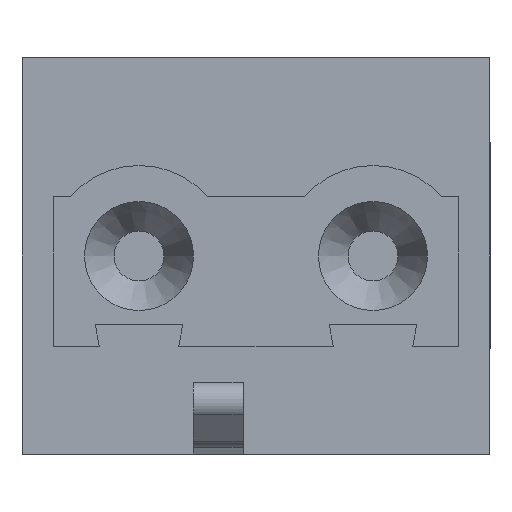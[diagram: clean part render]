
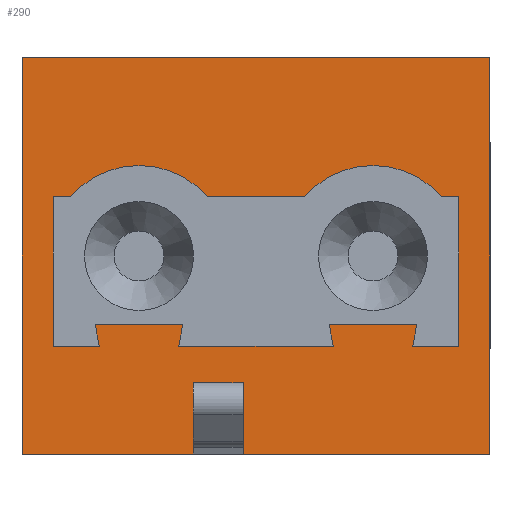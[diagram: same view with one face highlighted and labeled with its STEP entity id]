
A CAD part, front view. The second image highlights one B-rep face of the part: STEP entity #290.
In plain terms, the highlighted planar face has unit normal (0, -1, 0).
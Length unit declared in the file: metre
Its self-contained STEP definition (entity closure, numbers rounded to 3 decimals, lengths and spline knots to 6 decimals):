
#290=ADVANCED_FACE('',(#642,#643),#644,.T.);
#642=FACE_BOUND('',#1055,.T.);
#643=FACE_OUTER_BOUND('',#1056,.T.);
#644=PLANE('',#1057);
#1055=EDGE_LOOP('',(#1845,#1846,#1847,#1848,#1849,#1850,#1851,#1852,#1853,#1854,#1855,#1856,#1857,#1858,#1859,#1860));
#1056=EDGE_LOOP('',(#1861,#1862,#1863,#1864,#1865,#1866,#1867,#1868));
#1057=AXIS2_PLACEMENT_3D('',#1869,#1870,#1871);
#1845=ORIENTED_EDGE('',*,*,#2685,.F.);
#1846=ORIENTED_EDGE('',*,*,#2686,.F.);
#1847=ORIENTED_EDGE('',*,*,#2578,.F.);
#1848=ORIENTED_EDGE('',*,*,#2597,.T.);
#1849=ORIENTED_EDGE('',*,*,#2583,.F.);
#1850=ORIENTED_EDGE('',*,*,#2643,.F.);
#1851=ORIENTED_EDGE('',*,*,#2627,.F.);
#1852=ORIENTED_EDGE('',*,*,#2608,.T.);
#1853=ORIENTED_EDGE('',*,*,#2687,.T.);
#1854=ORIENTED_EDGE('',*,*,#2616,.F.);
#1855=ORIENTED_EDGE('',*,*,#2570,.F.);
#1856=ORIENTED_EDGE('',*,*,#2637,.F.);
#1857=ORIENTED_EDGE('',*,*,#2688,.F.);
#1858=ORIENTED_EDGE('',*,*,#2689,.F.);
#1859=ORIENTED_EDGE('',*,*,#2690,.F.);
#1860=ORIENTED_EDGE('',*,*,#2691,.T.);
#1861=ORIENTED_EDGE('',*,*,#2692,.F.);
#1862=ORIENTED_EDGE('',*,*,#2693,.T.);
#1863=ORIENTED_EDGE('',*,*,#2681,.T.);
#1864=ORIENTED_EDGE('',*,*,#2694,.F.);
#1865=ORIENTED_EDGE('',*,*,#2695,.F.);
#1866=ORIENTED_EDGE('',*,*,#2631,.F.);
#1867=ORIENTED_EDGE('',*,*,#2613,.T.);
#1868=ORIENTED_EDGE('',*,*,#2599,.T.);
#1869=CARTESIAN_POINT('',(0.06762,0.,0.));
#1870=DIRECTION('',(0.,-1.0,0.));
#1871=DIRECTION('',(0.,0.,1.0));
#2570=EDGE_CURVE('',#3102,#3104,#3105,.T.);
#2578=EDGE_CURVE('',#3117,#3118,#3119,.T.);
#2583=EDGE_CURVE('',#3126,#3127,#3128,.T.);
#2597=EDGE_CURVE('',#3117,#3127,#3150,.T.);
#2599=EDGE_CURVE('',#3152,#3153,#3154,.T.);
#2608=EDGE_CURVE('',#3167,#3168,#3169,.T.);
#2613=EDGE_CURVE('',#3176,#3152,#3177,.T.);
#2616=EDGE_CURVE('',#3104,#3180,#3181,.T.);
#2627=EDGE_CURVE('',#3167,#3196,#3197,.T.);
#2631=EDGE_CURVE('',#3176,#3202,#3203,.T.);
#2637=EDGE_CURVE('',#3210,#3102,#3211,.T.);
#2643=EDGE_CURVE('',#3196,#3126,#3218,.T.);
#2681=EDGE_CURVE('',#3278,#3279,#3280,.T.);
#2685=EDGE_CURVE('',#3284,#3285,#3286,.T.);
#2686=EDGE_CURVE('',#3118,#3284,#3287,.T.);
#2687=EDGE_CURVE('',#3168,#3180,#3288,.T.);
#2688=EDGE_CURVE('',#3289,#3210,#3290,.T.);
#2689=EDGE_CURVE('',#3291,#3289,#3292,.T.);
#2690=EDGE_CURVE('',#3293,#3291,#3294,.T.);
#2691=EDGE_CURVE('',#3293,#3285,#3295,.T.);
#2692=EDGE_CURVE('',#3296,#3153,#3297,.T.);
#2693=EDGE_CURVE('',#3296,#3278,#3298,.T.);
#2694=EDGE_CURVE('',#3299,#3279,#3300,.T.);
#2695=EDGE_CURVE('',#3202,#3299,#3301,.T.);
#3102=VERTEX_POINT('',#3890);
#3104=VERTEX_POINT('',#3893);
#3105=CIRCLE('',#3894,0.0029);
#3117=VERTEX_POINT('',#3911);
#3118=VERTEX_POINT('',#3912);
#3119=LINE('',#3913,#3914);
#3126=VERTEX_POINT('',#3924);
#3127=VERTEX_POINT('',#3925);
#3128=LINE('',#3926,#3927);
#3150=LINE('',#3957,#3958);
#3152=VERTEX_POINT('',#3960);
#3153=VERTEX_POINT('',#3961);
#3154=LINE('',#3962,#3963);
#3167=VERTEX_POINT('',#3979);
#3168=VERTEX_POINT('',#3980);
#3169=LINE('',#3981,#3982);
#3176=VERTEX_POINT('',#3992);
#3177=LINE('',#3993,#3994);
#3180=VERTEX_POINT('',#3997);
#3181=LINE('',#3998,#3999);
#3196=VERTEX_POINT('',#4020);
#3197=LINE('',#4021,#4022);
#3202=VERTEX_POINT('',#4029);
#3203=LINE('',#4030,#4031);
#3210=VERTEX_POINT('',#4040);
#3211=LINE('',#4041,#4042);
#3218=LINE('',#4052,#4053);
#3278=VERTEX_POINT('',#4134);
#3279=VERTEX_POINT('',#4135);
#3280=LINE('',#4136,#4137);
#3284=VERTEX_POINT('',#4143);
#3285=VERTEX_POINT('',#4144);
#3286=LINE('',#4145,#4146);
#3287=LINE('',#4147,#4148);
#3288=LINE('',#4149,#4150);
#3289=VERTEX_POINT('',#4151);
#3290=CIRCLE('',#4152,0.0029);
#3291=VERTEX_POINT('',#4153);
#3292=LINE('',#4154,#4155);
#3293=VERTEX_POINT('',#4156);
#3294=LINE('',#4157,#4158);
#3295=LINE('',#4159,#4160);
#3296=VERTEX_POINT('',#4161);
#3297=LINE('',#4162,#4163);
#3298=LINE('',#4164,#4165);
#3299=VERTEX_POINT('',#4166);
#3300=LINE('',#4167,#4168);
#3301=LINE('',#4169,#4170);
#3890=CARTESIAN_POINT('',(0.006001,0.,-0.00445));
#3893=CARTESIAN_POINT('',(0.001619,0.,-0.00445));
#3894=AXIS2_PLACEMENT_3D('',#4617,#4618,#4619);
#3911=CARTESIAN_POINT('',(0.010035,0.,-0.00925));
#3912=CARTESIAN_POINT('',(0.00991,0.,-0.008548));
#3913=CARTESIAN_POINT('',(0.00991,0.,-0.008548));
#3914=VECTOR('',#4625,1.0);
#3924=CARTESIAN_POINT('',(0.00521,0.,-0.008548));
#3925=CARTESIAN_POINT('',(0.005085,0.,-0.00925));
#3926=CARTESIAN_POINT('',(0.005085,0.,-0.00925));
#3927=VECTOR('',#4629,1.0);
#3957=CARTESIAN_POINT('',(0.06758,0.,-0.00925));
#3958=VECTOR('',#4644,1.0);
#3960=CARTESIAN_POINT('',(0.00715,0.,-0.010657));
#3961=CARTESIAN_POINT('',(0.00715,0.,-0.0127));
#3962=CARTESIAN_POINT('',(0.00715,0.,-0.011898));
#3963=VECTOR('',#4645,1.0);
#3979=CARTESIAN_POINT('',(0.002535,0.,-0.00925));
#3980=CARTESIAN_POINT('',(0.00106,0.,-0.00925));
#3981=CARTESIAN_POINT('',(0.06758,0.,-0.00925));
#3982=VECTOR('',#4661,1.0);
#3992=CARTESIAN_POINT('',(0.00555,0.,-0.010657));
#3993=CARTESIAN_POINT('',(0.00555,0.,-0.010657));
#3994=VECTOR('',#4665,1.0);
#3997=CARTESIAN_POINT('',(0.00106,0.,-0.00445));
#3998=CARTESIAN_POINT('',(0.06758,0.,-0.00445));
#3999=VECTOR('',#4669,1.0);
#4020=CARTESIAN_POINT('',(0.00241,0.,-0.008548));
#4021=CARTESIAN_POINT('',(0.00241,0.,-0.008548));
#4022=VECTOR('',#4679,1.0);
#4029=CARTESIAN_POINT('',(0.00555,0.,-0.0127));
#4030=CARTESIAN_POINT('',(0.00555,0.,-0.013072));
#4031=VECTOR('',#4682,1.0);
#4040=CARTESIAN_POINT('',(0.009119,0.,-0.00445));
#4041=CARTESIAN_POINT('',(0.06758,0.,-0.00445));
#4042=VECTOR('',#4691,1.0);
#4052=CARTESIAN_POINT('',(0.00521,0.,-0.008548));
#4053=VECTOR('',#4695,1.0);
#4134=CARTESIAN_POINT('',(0.01506,0.,0.));
#4135=CARTESIAN_POINT('',(0.00006,0.,0.));
#4136=CARTESIAN_POINT('',(0.06762,0.,0.));
#4137=VECTOR('',#4732,1.0);
#4143=CARTESIAN_POINT('',(0.01271,0.,-0.008548));
#4144=CARTESIAN_POINT('',(0.012585,0.,-0.00925));
#4145=CARTESIAN_POINT('',(0.012585,0.,-0.00925));
#4146=VECTOR('',#4735,1.0);
#4147=CARTESIAN_POINT('',(0.01271,0.,-0.008548));
#4148=VECTOR('',#4736,1.0);
#4149=CARTESIAN_POINT('',(0.00106,0.,-0.00445));
#4150=VECTOR('',#4737,1.0);
#4151=CARTESIAN_POINT('',(0.013501,0.,-0.00445));
#4152=AXIS2_PLACEMENT_3D('',#4738,#4739,#4740);
#4153=CARTESIAN_POINT('',(0.01406,0.,-0.00445));
#4154=CARTESIAN_POINT('',(0.01412,0.,-0.00445));
#4155=VECTOR('',#4741,1.0);
#4156=CARTESIAN_POINT('',(0.01406,0.,-0.00925));
#4157=CARTESIAN_POINT('',(0.01406,0.,-0.00445));
#4158=VECTOR('',#4742,1.0);
#4159=CARTESIAN_POINT('',(0.01412,0.,-0.00925));
#4160=VECTOR('',#4743,1.0);
#4161=CARTESIAN_POINT('',(0.01506,0.,-0.0127));
#4162=CARTESIAN_POINT('',(0.06762,0.,-0.0127));
#4163=VECTOR('',#4744,1.0);
#4164=CARTESIAN_POINT('',(0.01506,0.,0.));
#4165=VECTOR('',#4745,1.0);
#4166=CARTESIAN_POINT('',(0.00006,0.,-0.0127));
#4167=CARTESIAN_POINT('',(0.00006,0.,0.));
#4168=VECTOR('',#4746,1.0);
#4169=CARTESIAN_POINT('',(0.06858,0.,-0.0127));
#4170=VECTOR('',#4747,1.0);
#4617=CARTESIAN_POINT('',(0.00381,0.,-0.00635));
#4618=DIRECTION('',(0.,-1.0,0.));
#4619=DIRECTION('',(-1.0,0.,0.));
#4625=DIRECTION('',(-0.176,0.,0.984));
#4629=DIRECTION('',(-0.176,0.,-0.984));
#4644=DIRECTION('',(-1.0,0.,0.));
#4645=DIRECTION('',(0.,0.,-1.0));
#4661=DIRECTION('',(-1.0,0.,0.));
#4665=DIRECTION('',(1.0,0.,0.));
#4669=DIRECTION('',(-1.0,0.,0.));
#4679=DIRECTION('',(-0.176,0.,0.984));
#4682=DIRECTION('',(0.,0.,-1.0));
#4691=DIRECTION('',(-1.0,0.,0.));
#4695=DIRECTION('',(1.0,0.,0.));
#4732=DIRECTION('',(-1.0,0.,0.));
#4735=DIRECTION('',(-0.176,0.,-0.984));
#4736=DIRECTION('',(1.0,0.,0.));
#4737=DIRECTION('',(0.,0.,1.0));
#4738=CARTESIAN_POINT('',(0.01131,0.,-0.00635));
#4739=DIRECTION('',(0.,-1.0,0.));
#4740=DIRECTION('',(-1.0,0.,0.));
#4741=DIRECTION('',(-1.0,0.,0.));
#4742=DIRECTION('',(0.,0.,1.0));
#4743=DIRECTION('',(-1.0,0.,0.));
#4744=DIRECTION('',(-1.0,0.,0.));
#4745=DIRECTION('',(0.,0.,1.0));
#4746=DIRECTION('',(0.,0.,1.0));
#4747=DIRECTION('',(-1.0,0.,0.));
